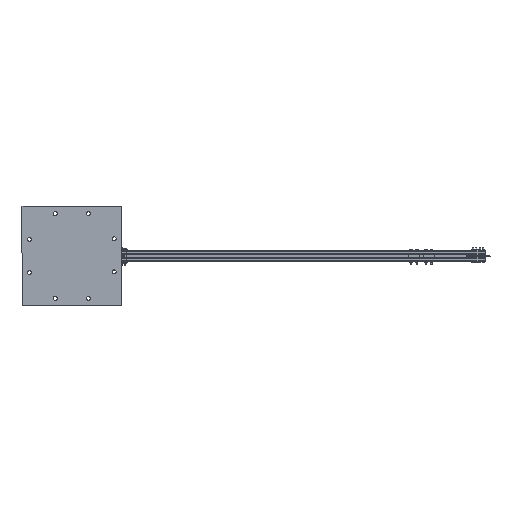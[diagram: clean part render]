
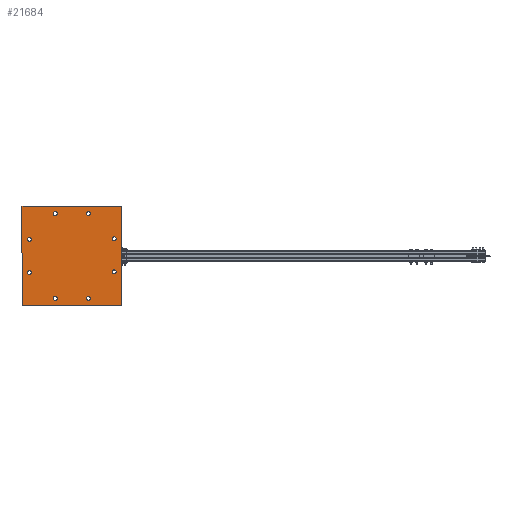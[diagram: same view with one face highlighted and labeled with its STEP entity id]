
A CAD part, front view. The second image highlights one B-rep face of the part: STEP entity #21684.
In plain terms, the highlighted face is planar.
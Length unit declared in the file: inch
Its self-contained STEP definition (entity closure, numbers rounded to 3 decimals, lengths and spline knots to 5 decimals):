
#1565=FACE_BOUND('',#3587,.T.);
#1566=FACE_BOUND('',#3588,.T.);
#1567=FACE_BOUND('',#3589,.T.);
#1568=FACE_BOUND('',#3590,.T.);
#1569=FACE_BOUND('',#3591,.T.);
#1570=FACE_BOUND('',#3592,.T.);
#1571=FACE_BOUND('',#3593,.T.);
#1572=FACE_BOUND('',#3594,.T.);
#1769=PLANE('',#23890);
#2214=FACE_OUTER_BOUND('',#3586,.T.);
#3586=EDGE_LOOP('',(#14639,#14640,#14641,#14642));
#3587=EDGE_LOOP('',(#14643));
#3588=EDGE_LOOP('',(#14644));
#3589=EDGE_LOOP('',(#14645));
#3590=EDGE_LOOP('',(#14646));
#3591=EDGE_LOOP('',(#14647));
#3592=EDGE_LOOP('',(#14648));
#3593=EDGE_LOOP('',(#14649));
#3594=EDGE_LOOP('',(#14650));
#5162=LINE('',#33945,#6449);
#5163=LINE('',#33947,#6450);
#5164=LINE('',#33949,#6451);
#5165=LINE('',#33950,#6452);
#6449=VECTOR('',#26846,0.3937);
#6450=VECTOR('',#26847,0.3937);
#6451=VECTOR('',#26848,0.3937);
#6452=VECTOR('',#26849,0.3937);
#7730=CIRCLE('',#23861,0.53125);
#7733=CIRCLE('',#23865,0.53125);
#7736=CIRCLE('',#23869,0.53125);
#7739=CIRCLE('',#23873,0.53125);
#7742=CIRCLE('',#23877,0.53125);
#7745=CIRCLE('',#23881,0.53125);
#7748=CIRCLE('',#23885,0.53125);
#7751=CIRCLE('',#23889,0.53125);
#9227=VERTEX_POINT('',#33883);
#9230=VERTEX_POINT('',#33891);
#9233=VERTEX_POINT('',#33899);
#9236=VERTEX_POINT('',#33907);
#9239=VERTEX_POINT('',#33915);
#9242=VERTEX_POINT('',#33923);
#9245=VERTEX_POINT('',#33931);
#9248=VERTEX_POINT('',#33939);
#9249=VERTEX_POINT('',#33943);
#9250=VERTEX_POINT('',#33944);
#9251=VERTEX_POINT('',#33946);
#9252=VERTEX_POINT('',#33948);
#11276=EDGE_CURVE('',#9227,#9227,#7730,.T.);
#11280=EDGE_CURVE('',#9230,#9230,#7733,.T.);
#11284=EDGE_CURVE('',#9233,#9233,#7736,.T.);
#11288=EDGE_CURVE('',#9236,#9236,#7739,.T.);
#11292=EDGE_CURVE('',#9239,#9239,#7742,.T.);
#11296=EDGE_CURVE('',#9242,#9242,#7745,.T.);
#11300=EDGE_CURVE('',#9245,#9245,#7748,.T.);
#11304=EDGE_CURVE('',#9248,#9248,#7751,.T.);
#11305=EDGE_CURVE('',#9249,#9250,#5162,.T.);
#11306=EDGE_CURVE('',#9250,#9251,#5163,.T.);
#11307=EDGE_CURVE('',#9251,#9252,#5164,.T.);
#11308=EDGE_CURVE('',#9252,#9249,#5165,.T.);
#14639=ORIENTED_EDGE('',*,*,#11305,.T.);
#14640=ORIENTED_EDGE('',*,*,#11306,.T.);
#14641=ORIENTED_EDGE('',*,*,#11307,.T.);
#14642=ORIENTED_EDGE('',*,*,#11308,.T.);
#14643=ORIENTED_EDGE('',*,*,#11276,.T.);
#14644=ORIENTED_EDGE('',*,*,#11280,.T.);
#14645=ORIENTED_EDGE('',*,*,#11284,.T.);
#14646=ORIENTED_EDGE('',*,*,#11288,.T.);
#14647=ORIENTED_EDGE('',*,*,#11292,.T.);
#14648=ORIENTED_EDGE('',*,*,#11296,.T.);
#14649=ORIENTED_EDGE('',*,*,#11300,.T.);
#14650=ORIENTED_EDGE('',*,*,#11304,.T.);
#21684=ADVANCED_FACE('',(#2214,#1565,#1566,#1567,#1568,#1569,#1570,#1571,
#1572),#1769,.T.);
#23861=AXIS2_PLACEMENT_3D('',#33885,#26779,#26780);
#23865=AXIS2_PLACEMENT_3D('',#33893,#26788,#26789);
#23869=AXIS2_PLACEMENT_3D('',#33901,#26797,#26798);
#23873=AXIS2_PLACEMENT_3D('',#33909,#26806,#26807);
#23877=AXIS2_PLACEMENT_3D('',#33917,#26815,#26816);
#23881=AXIS2_PLACEMENT_3D('',#33925,#26824,#26825);
#23885=AXIS2_PLACEMENT_3D('',#33933,#26833,#26834);
#23889=AXIS2_PLACEMENT_3D('',#33941,#26842,#26843);
#23890=AXIS2_PLACEMENT_3D('',#33942,#26844,#26845);
#26779=DIRECTION('center_axis',(0.,0.,1.));
#26780=DIRECTION('ref_axis',(1.,0.,0.));
#26788=DIRECTION('center_axis',(0.,0.,1.));
#26789=DIRECTION('ref_axis',(1.,0.,0.));
#26797=DIRECTION('center_axis',(0.,0.,1.));
#26798=DIRECTION('ref_axis',(1.,0.,0.));
#26806=DIRECTION('center_axis',(0.,0.,1.));
#26807=DIRECTION('ref_axis',(1.,0.,0.));
#26815=DIRECTION('center_axis',(0.,0.,1.));
#26816=DIRECTION('ref_axis',(1.,0.,0.));
#26824=DIRECTION('center_axis',(0.,0.,1.));
#26825=DIRECTION('ref_axis',(1.,0.,0.));
#26833=DIRECTION('center_axis',(0.,0.,1.));
#26834=DIRECTION('ref_axis',(1.,0.,0.));
#26842=DIRECTION('center_axis',(0.,0.,1.));
#26843=DIRECTION('ref_axis',(1.,0.,0.));
#26844=DIRECTION('center_axis',(0.,0.,-1.));
#26845=DIRECTION('ref_axis',(-1.,0.,0.));
#26846=DIRECTION('',(1.,0.,0.));
#26847=DIRECTION('',(0.,-1.,0.));
#26848=DIRECTION('',(-1.,0.,0.));
#26849=DIRECTION('',(0.,1.,0.));
#33883=CARTESIAN_POINT('',(-12.03125,-4.5,-0.375));
#33885=CARTESIAN_POINT('Origin',(-11.5,-4.5,-0.375));
#33891=CARTESIAN_POINT('',(3.96875,-11.5,-0.375));
#33893=CARTESIAN_POINT('Origin',(4.5,-11.5,-0.375));
#33899=CARTESIAN_POINT('',(10.96875,4.5,-0.375));
#33901=CARTESIAN_POINT('Origin',(11.5,4.5,-0.375));
#33907=CARTESIAN_POINT('',(-4.84241,11.5,-0.375));
#33909=CARTESIAN_POINT('Origin',(-4.31116,11.5,-0.375));
#33915=CARTESIAN_POINT('',(4.15759,11.5,-0.375));
#33917=CARTESIAN_POINT('Origin',(4.68884,11.5,-0.375));
#33923=CARTESIAN_POINT('',(10.96875,-4.5,-0.375));
#33925=CARTESIAN_POINT('Origin',(11.5,-4.5,-0.375));
#33931=CARTESIAN_POINT('',(-5.03125,-11.5,-0.375));
#33933=CARTESIAN_POINT('Origin',(-4.5,-11.5,-0.375));
#33939=CARTESIAN_POINT('',(-12.03125,4.5,-0.375));
#33941=CARTESIAN_POINT('Origin',(-11.5,4.5,-0.375));
#33942=CARTESIAN_POINT('Origin',(0.,0.,-0.375));
#33943=CARTESIAN_POINT('',(-13.5,13.5,-0.375));
#33944=CARTESIAN_POINT('',(13.5,13.5,-0.375));
#33945=CARTESIAN_POINT('',(-13.5,13.5,-0.375));
#33946=CARTESIAN_POINT('',(13.5,-13.5,-0.375));
#33947=CARTESIAN_POINT('',(13.5,13.5,-0.375));
#33948=CARTESIAN_POINT('',(-13.5,-13.5,-0.375));
#33949=CARTESIAN_POINT('',(13.5,-13.5,-0.375));
#33950=CARTESIAN_POINT('',(-13.5,-13.5,-0.375));
